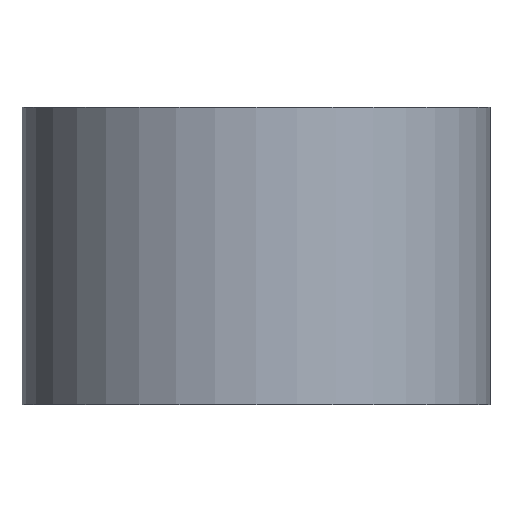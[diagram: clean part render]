
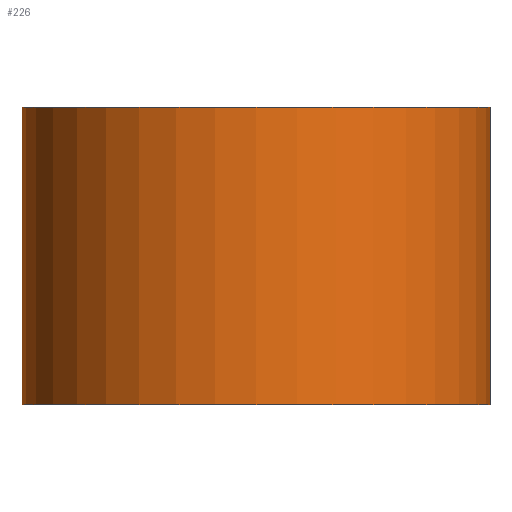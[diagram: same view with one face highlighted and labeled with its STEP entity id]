
A CAD part, front view. The second image highlights one B-rep face of the part: STEP entity #226.
In plain terms, the highlighted cylindrical face has radius 10 mm (diameter 20 mm), a full revolution.
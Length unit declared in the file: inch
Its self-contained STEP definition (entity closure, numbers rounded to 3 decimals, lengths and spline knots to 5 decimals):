
#21 = EDGE_CURVE ( 'NONE', #242, #242, #88, .T. ) ;
#23 = AXIS2_PLACEMENT_3D ( 'NONE', #254, #280, #213 ) ;
#64 = CARTESIAN_POINT ( 'NONE',  ( 0., 0., 0.5 ) ) ;
#71 = DIRECTION ( 'NONE',  ( -1., 0., 0. ) ) ;
#73 = CARTESIAN_POINT ( 'NONE',  ( 0.3937, 0., 0. ) ) ;
#88 = CIRCLE ( 'NONE', #190, 0.3937 ) ;
#91 = DIRECTION ( 'NONE',  ( 0., 0., 1. ) ) ;
#106 = FACE_OUTER_BOUND ( 'NONE', #194, .T. ) ;
#149 = EDGE_CURVE ( 'NONE', #268, #268, #168, .T. ) ;
#164 = DIRECTION ( 'NONE',  ( 1., 0., 0. ) ) ;
#168 = CIRCLE ( 'NONE', #23, 0.3937 ) ;
#181 = CARTESIAN_POINT ( 'NONE',  ( 0., 0., 0.5 ) ) ;
#190 = AXIS2_PLACEMENT_3D ( 'NONE', #181, #91, #164 ) ;
#194 = EDGE_LOOP ( 'NONE', ( #227 ) ) ;
#198 = EDGE_LOOP ( 'NONE', ( #288 ) ) ;
#201 = DIRECTION ( 'NONE',  ( 0., 0., -1. ) ) ;
#211 = FACE_OUTER_BOUND ( 'NONE', #198, .T. ) ;
#213 = DIRECTION ( 'NONE',  ( 1., 0., 0. ) ) ;
#226 = ADVANCED_FACE ( 'NONE', ( #211, #106 ), #265, .T. ) ;
#227 = ORIENTED_EDGE ( 'NONE', *, *, #149, .T. ) ;
#242 = VERTEX_POINT ( 'NONE', #281 ) ;
#254 = CARTESIAN_POINT ( 'NONE',  ( 0., 0., 0. ) ) ;
#265 = CYLINDRICAL_SURFACE ( 'NONE', #295, 0.3937 ) ;
#268 = VERTEX_POINT ( 'NONE', #73 ) ;
#280 = DIRECTION ( 'NONE',  ( 0., 0., 1. ) ) ;
#281 = CARTESIAN_POINT ( 'NONE',  ( 0.3937, 0., 0.5 ) ) ;
#288 = ORIENTED_EDGE ( 'NONE', *, *, #21, .F. ) ;
#295 = AXIS2_PLACEMENT_3D ( 'NONE', #64, #201, #71 ) ;
